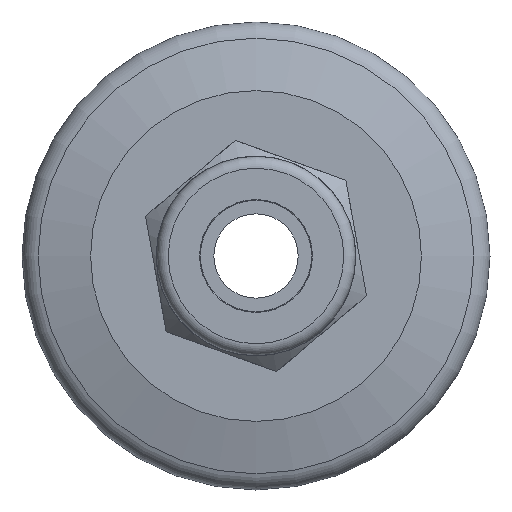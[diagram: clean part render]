
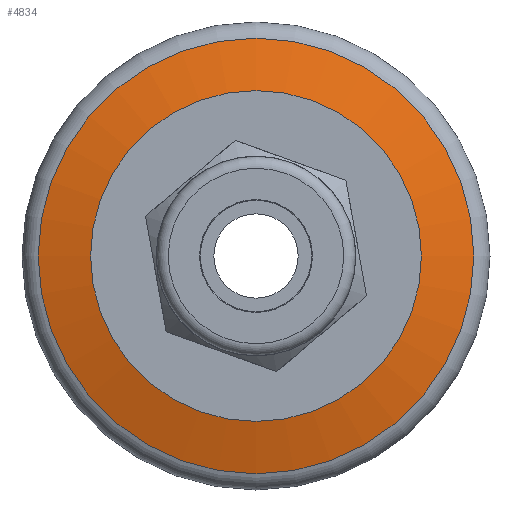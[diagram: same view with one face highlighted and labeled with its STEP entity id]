
A CAD part, left-side view. The second image highlights one B-rep face of the part: STEP entity #4834.
In plain terms, the highlighted conical face has half-angle 75 degrees and reference radius 14.141 mm.
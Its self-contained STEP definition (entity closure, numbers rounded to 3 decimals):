
#63 = DIRECTION ( 'NONE',  ( 0., 0., 1. ) ) ;
#146 = DIRECTION ( 'NONE',  ( 0., 0., 1. ) ) ;
#631 = DIRECTION ( 'NONE',  ( -1., 0., 0. ) ) ;
#657 = CIRCLE ( 'NONE', #2999, 18.618 ) ;
#1050 = DIRECTION ( 'NONE',  ( 1., 0., 0. ) ) ;
#1919 = CARTESIAN_POINT ( 'NONE',  ( -7.32, 0., 0. ) ) ;
#1956 = EDGE_CURVE ( 'NONE', #6253, #6253, #8271, .T. ) ;
#2023 = AXIS2_PLACEMENT_3D ( 'NONE', #5856, #4657, #146 ) ;
#2327 = FACE_OUTER_BOUND ( 'NONE', #7329, .T. ) ;
#2533 = EDGE_CURVE ( 'NONE', #3254, #3254, #657, .T. ) ;
#2999 = AXIS2_PLACEMENT_3D ( 'NONE', #1919, #631, #63 ) ;
#3254 = VERTEX_POINT ( 'NONE', #7083 ) ;
#4622 = CONICAL_SURFACE ( 'NONE', #5250, 14.141, 1.309 ) ;
#4657 = DIRECTION ( 'NONE',  ( -1., 0., 0. ) ) ;
#4756 = EDGE_LOOP ( 'NONE', ( #5164 ) ) ;
#4834 = ADVANCED_FACE ( 'NONE', ( #2327, #5816 ), #4622, .T. ) ;
#5164 = ORIENTED_EDGE ( 'NONE', *, *, #1956, .F. ) ;
#5204 = ORIENTED_EDGE ( 'NONE', *, *, #2533, .T. ) ;
#5250 = AXIS2_PLACEMENT_3D ( 'NONE', #5570, #1050, #5462 ) ;
#5462 = DIRECTION ( 'NONE',  ( 0., 0., -1. ) ) ;
#5570 = CARTESIAN_POINT ( 'NONE',  ( -8.52, 0., 0. ) ) ;
#5816 = FACE_BOUND ( 'NONE', #4756, .T. ) ;
#5856 = CARTESIAN_POINT ( 'NONE',  ( -8.52, 0., 0. ) ) ;
#6253 = VERTEX_POINT ( 'NONE', #7727 ) ;
#7083 = CARTESIAN_POINT ( 'NONE',  ( -7.32, 0., 18.618 ) ) ;
#7329 = EDGE_LOOP ( 'NONE', ( #5204 ) ) ;
#7727 = CARTESIAN_POINT ( 'NONE',  ( -8.52, 0., 14.141 ) ) ;
#8271 = CIRCLE ( 'NONE', #2023, 14.141 ) ;
